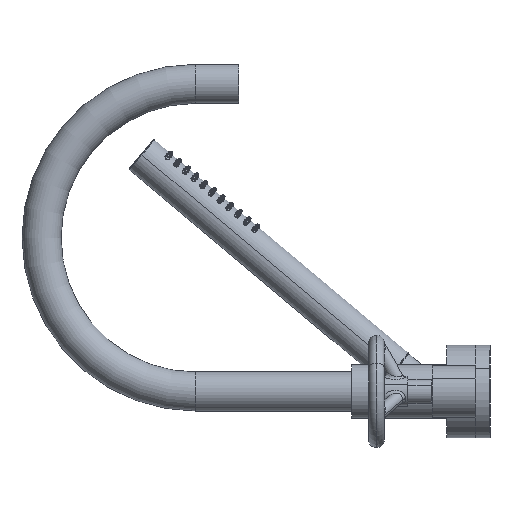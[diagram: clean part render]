
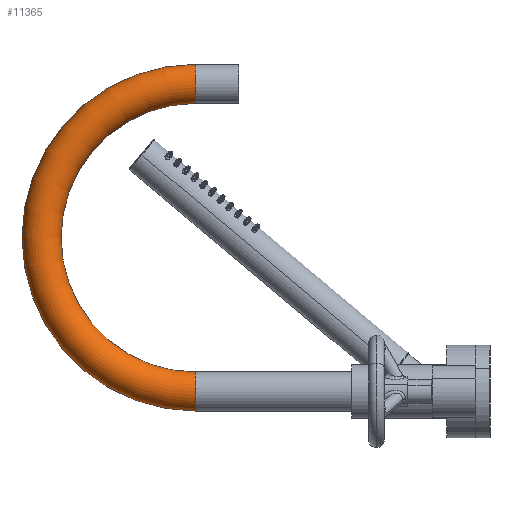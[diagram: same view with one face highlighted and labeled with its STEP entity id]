
A CAD part, left-side view. The second image highlights one B-rep face of the part: STEP entity #11365.
In plain terms, the highlighted toroidal (fillet/blend) face has major radius 100.013 mm and minor radius 12.7 mm.
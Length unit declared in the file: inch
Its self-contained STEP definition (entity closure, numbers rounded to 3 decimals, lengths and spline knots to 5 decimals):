
#11031=CARTESIAN_POINT('',(0.,7.54,7.875));
#11032=DIRECTION('',(0.,-1.,0.));
#11033=DIRECTION('',(0.,0.,1.));
#11034=AXIS2_PLACEMENT_3D('',#11031,#11032,#11033);
#11051=CARTESIAN_POINT('',(0.,7.54,3.9375));
#11052=DIRECTION('',(1.,0.,0.));
#11053=DIRECTION('',(0.,0.,-1.));
#11054=AXIS2_PLACEMENT_3D('',#11051,#11052,#11053);
#11130=CARTESIAN_POINT('',(0.,7.54,0.));
#11131=DIRECTION('',(0.,1.,0.));
#11132=DIRECTION('',(0.,0.,-1.));
#11133=AXIS2_PLACEMENT_3D('',#11130,#11131,#11132);
#11135=CARTESIAN_POINT('',(0.,7.54,3.9375));
#11136=DIRECTION('',(1.,0.,0.));
#11137=DIRECTION('',(0.,0.,-1.));
#11138=AXIS2_PLACEMENT_3D('',#11135,#11136,#11137);
#11156=CARTESIAN_POINT('',(0.,7.54,0.5));
#11157=CARTESIAN_POINT('',(0.,7.54,-0.5));
#11158=VERTEX_POINT('',#11156);
#11159=VERTEX_POINT('',#11157);
#11160=CARTESIAN_POINT('',(0.,7.54,7.375));
#11161=CARTESIAN_POINT('',(0.,7.54,8.375));
#11162=VERTEX_POINT('',#11160);
#11163=VERTEX_POINT('',#11161);
#11354=CARTESIAN_POINT('',(0.,7.54,3.9375));
#11355=DIRECTION('',(1.,0.,0.));
#11356=DIRECTION('',(0.,0.,1.));
#11357=AXIS2_PLACEMENT_3D('',#11354,#11355,#11356);
#11358=TOROIDAL_SURFACE('',#11357,3.9375,0.5);
#11359=ORIENTED_EDGE('',*,*,#11348,.F.);
#11360=ORIENTED_EDGE('',*,*,#11222,.T.);
#11361=ORIENTED_EDGE('',*,*,#11194,.T.);
#11362=ORIENTED_EDGE('',*,*,#11219,.F.);
#11363=EDGE_LOOP('',(#11359,#11360,#11361,#11362));
#11364=FACE_OUTER_BOUND('',#11363,.F.);
#11365=ADVANCED_FACE('',(#11364),#11358,.T.);
#11035=CIRCLE('',#11034,0.5);
#11055=CIRCLE('',#11054,3.4375);
#11134=CIRCLE('',#11133,0.5);
#11139=CIRCLE('',#11138,4.4375);
#11194=EDGE_CURVE('',#11163,#11162,#11035,.T.);
#11219=EDGE_CURVE('',#11158,#11162,#11055,.T.);
#11222=EDGE_CURVE('',#11159,#11163,#11139,.T.);
#11348=EDGE_CURVE('',#11159,#11158,#11134,.T.);
